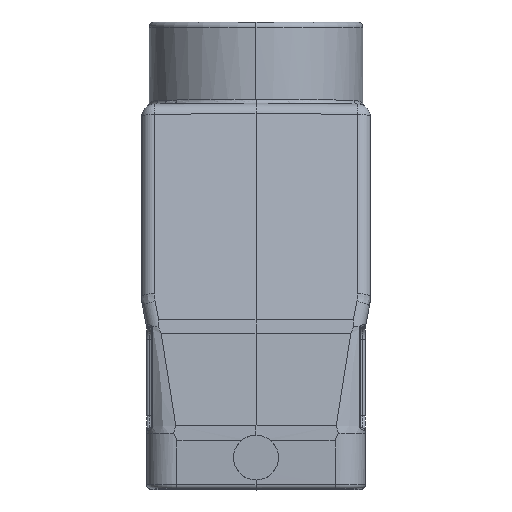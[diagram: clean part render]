
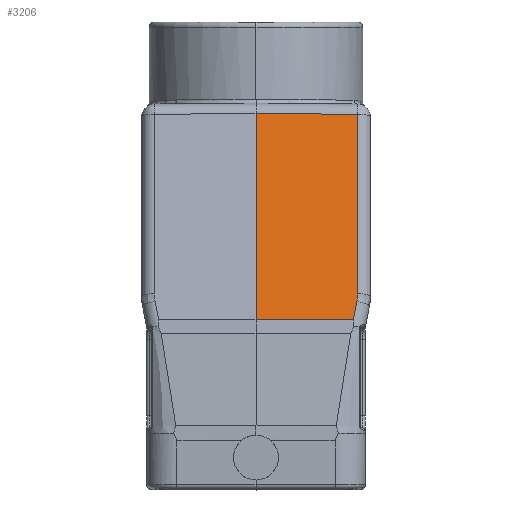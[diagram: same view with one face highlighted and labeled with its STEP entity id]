
A CAD part, top view. The second image highlights one B-rep face of the part: STEP entity #3206.
In plain terms, the highlighted planar face has unit normal (0.009, 0.19, 0.982).
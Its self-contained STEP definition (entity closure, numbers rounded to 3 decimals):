
#494=B_SPLINE_CURVE_WITH_KNOTS('',3,(#19231,#19232,#19233,#19234),
 .UNSPECIFIED.,.F.,.F.,(4,4),(0.,1.),.UNSPECIFIED.);
#1496=LINE('',#19266,#2319);
#1712=LINE('',#20463,#2538);
#1714=LINE('',#20470,#2540);
#1715=LINE('',#20472,#2541);
#1716=LINE('',#20474,#2542);
#2319=VECTOR('',#14119,1.);
#2538=VECTOR('',#14728,1.);
#2540=VECTOR('',#14738,1.);
#2541=VECTOR('',#14741,1.);
#2542=VECTOR('',#14742,1.);
#3206=ADVANCED_FACE('',(#4162),#3673,.T.);
#3673=PLANE('',#12443);
#4162=FACE_OUTER_BOUND('',#4902,.T.);
#4902=EDGE_LOOP('',(#7293,#7294,#7295,#7296,#7297,#7298));
#7293=ORIENTED_EDGE('',*,*,#10789,.F.);
#7294=ORIENTED_EDGE('',*,*,#10447,.F.);
#7295=ORIENTED_EDGE('',*,*,#10442,.F.);
#7296=ORIENTED_EDGE('',*,*,#10784,.T.);
#7297=ORIENTED_EDGE('',*,*,#10788,.F.);
#7298=ORIENTED_EDGE('',*,*,#10790,.T.);
#8712=VERTEX_POINT('',#16148);
#9124=VERTEX_POINT('',#19235);
#9125=VERTEX_POINT('',#19236);
#9127=VERTEX_POINT('',#19260);
#9338=VERTEX_POINT('',#20462);
#9340=VERTEX_POINT('',#20473);
#10442=EDGE_CURVE('',#9124,#9125,#494,.T.);
#10447=EDGE_CURVE('',#9125,#9127,#1496,.T.);
#10784=EDGE_CURVE('',#9124,#9338,#1712,.T.);
#10788=EDGE_CURVE('',#8712,#9338,#1714,.T.);
#10789=EDGE_CURVE('',#9127,#9340,#1715,.T.);
#10790=EDGE_CURVE('',#8712,#9340,#1716,.T.);
#12443=AXIS2_PLACEMENT_3D('',#20475,#14743,#14744);
#14119=DIRECTION('',(-0.193,-0.963,0.188));
#14728=DIRECTION('',(0.,0.982,-0.19));
#14738=DIRECTION('',(1.,-0.009,-0.007));
#14741=DIRECTION('',(-1.,0.,0.009));
#14742=DIRECTION('',(0.,-0.982,0.19));
#14743=DIRECTION('',(0.009,0.19,0.982));
#14744=DIRECTION('',(0.,-0.982,0.19));
#16148=CARTESIAN_POINT('',(0.,19.39,36.641));
#19231=CARTESIAN_POINT('',(20.022,-16.12,43.323));
#19232=CARTESIAN_POINT('',(20.022,-16.614,43.419));
#19233=CARTESIAN_POINT('',(19.973,-17.107,43.514));
#19234=CARTESIAN_POINT('',(19.876,-17.591,43.609));
#19235=CARTESIAN_POINT('',(20.022,-16.12,43.323));
#19236=CARTESIAN_POINT('',(19.876,-17.591,43.609));
#19260=CARTESIAN_POINT('',(19.146,-21.241,44.32));
#19266=CARTESIAN_POINT('',(19.876,-17.591,43.609));
#20462=CARTESIAN_POINT('',(20.022,19.215,36.497));
#20463=CARTESIAN_POINT('',(20.022,-16.12,43.323));
#20470=CARTESIAN_POINT('',(0.,19.39,36.641));
#20472=CARTESIAN_POINT('',(19.146,-21.241,44.32));
#20473=CARTESIAN_POINT('',(0.,-21.241,44.49));
#20474=CARTESIAN_POINT('',(0.,19.39,36.641));
#20475=CARTESIAN_POINT('',(0.,-22.585,44.75));
